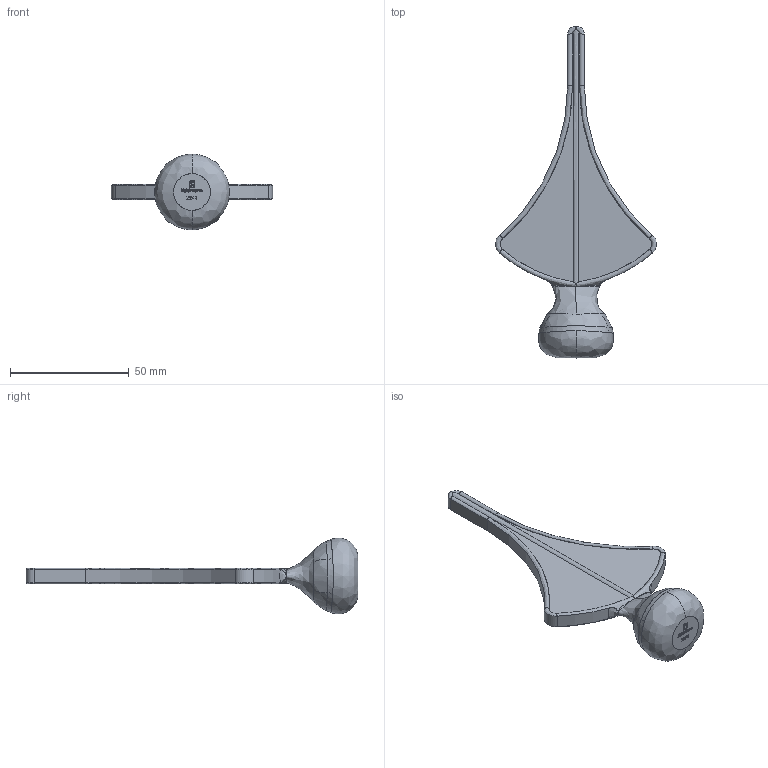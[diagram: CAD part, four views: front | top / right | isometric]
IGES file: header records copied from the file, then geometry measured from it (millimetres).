
Start section: SolidWorks IGES file using analytic representation for surfaces
Global section: file name: 727-1.IGS; native system: SolidWorks 2018; preprocessor: SolidWorks 2018; author: Christian; date: 230725.124714; units: millimetre
Bounding box: 68 x 140 x 31.96 mm (x, y, z)
Surface area: 10364.6 mm2 (no closed solid volume)
Topology: 0 solids, 0 shells, 249 faces, 2601 edges, 2601 vertices
Faces by surface type: bspline 240, revolution 9
